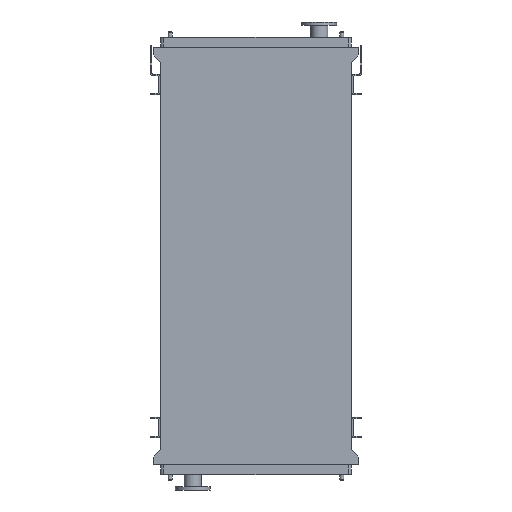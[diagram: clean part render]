
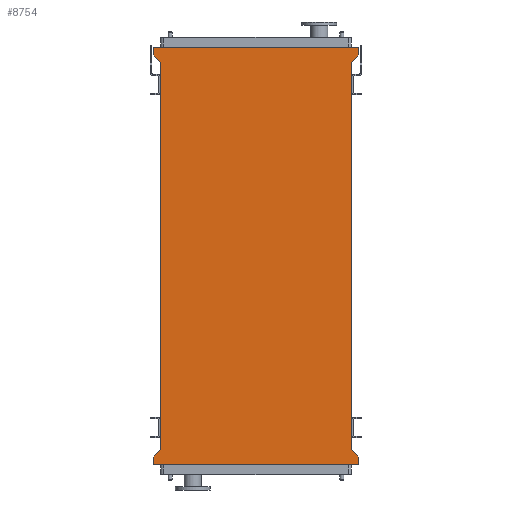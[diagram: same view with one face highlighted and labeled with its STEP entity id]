
A CAD part, front view. The second image highlights one B-rep face of the part: STEP entity #8754.
In plain terms, the highlighted planar face has unit normal (0, -1, 0).
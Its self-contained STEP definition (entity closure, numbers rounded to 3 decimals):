
#40 = VERTEX_POINT ( 'NONE', #15139 ) ;
#193 = VERTEX_POINT ( 'NONE', #12468 ) ;
#496 = LINE ( 'NONE', #10664, #7051 ) ;
#635 = FACE_OUTER_BOUND ( 'NONE', #3559, .T. ) ;
#933 = VECTOR ( 'NONE', #15343, 1000. ) ;
#1158 = VECTOR ( 'NONE', #4137, 1000. ) ;
#1207 = VERTEX_POINT ( 'NONE', #10339 ) ;
#1765 = CARTESIAN_POINT ( 'NONE',  ( -651., 0., -2545. ) ) ;
#1939 = VERTEX_POINT ( 'NONE', #6172 ) ;
#2189 = VECTOR ( 'NONE', #6238, 1000. ) ;
#2465 = CARTESIAN_POINT ( 'NONE',  ( -651., 0., 95. ) ) ;
#2941 = CARTESIAN_POINT ( 'NONE',  ( -605., 0., -2450. ) ) ;
#3191 = VECTOR ( 'NONE', #10191, 1000. ) ;
#3524 = VERTEX_POINT ( 'NONE', #1765 ) ;
#3559 = EDGE_LOOP ( 'NONE', ( #9209, #8485, #8677, #8527, #8567, #8569, #8117, #7908, #7944, #7564, #8044, #7792 ) ) ;
#3592 = LINE ( 'NONE', #10081, #3191 ) ;
#4137 = DIRECTION ( 'NONE',  ( 0., 0., 1. ) ) ;
#4187 = CARTESIAN_POINT ( 'NONE',  ( -605., 0., -2450. ) ) ;
#4227 = DIRECTION ( 'NONE',  ( 0., -1., 0. ) ) ;
#4574 = DIRECTION ( 'NONE',  ( 0., 0., -1. ) ) ;
#4932 = PLANE ( 'NONE',  #8054 ) ;
#5008 = CARTESIAN_POINT ( 'NONE',  ( -605., 0., -2450. ) ) ;
#5425 = VECTOR ( 'NONE', #8853, 1000. ) ;
#5468 = VERTEX_POINT ( 'NONE', #2941 ) ;
#5719 = CARTESIAN_POINT ( 'NONE',  ( 651., 0., 53. ) ) ;
#5812 = VERTEX_POINT ( 'NONE', #7149 ) ;
#5819 = LINE ( 'NONE', #8816, #9285 ) ;
#6172 = CARTESIAN_POINT ( 'NONE',  ( 605., 0., -2450. ) ) ;
#6184 = CARTESIAN_POINT ( 'NONE',  ( -651., 0., 95. ) ) ;
#6238 = DIRECTION ( 'NONE',  ( 1., 0., 0. ) ) ;
#7051 = VECTOR ( 'NONE', #10567, 1000. ) ;
#7149 = CARTESIAN_POINT ( 'NONE',  ( -651., 0., -2503. ) ) ;
#7156 = CARTESIAN_POINT ( 'NONE',  ( -651., 0., 53. ) ) ;
#7429 = LINE ( 'NONE', #10795, #13899 ) ;
#7564 = ORIENTED_EDGE ( 'NONE', *, *, #16362, .F. ) ;
#7792 = ORIENTED_EDGE ( 'NONE', *, *, #16388, .F. ) ;
#7908 = ORIENTED_EDGE ( 'NONE', *, *, #16278, .F. ) ;
#7944 = ORIENTED_EDGE ( 'NONE', *, *, #16299, .F. ) ;
#8044 = ORIENTED_EDGE ( 'NONE', *, *, #16385, .F. ) ;
#8054 = AXIS2_PLACEMENT_3D ( 'NONE', #5008, #4227, #4574 ) ;
#8117 = ORIENTED_EDGE ( 'NONE', *, *, #15813, .F. ) ;
#8394 = DIRECTION ( 'NONE',  ( 0.655, 0., -0.755 ) ) ;
#8485 = ORIENTED_EDGE ( 'NONE', *, *, #16214, .F. ) ;
#8527 = ORIENTED_EDGE ( 'NONE', *, *, #15387, .F. ) ;
#8536 = CARTESIAN_POINT ( 'NONE',  ( 605., 0., -2450. ) ) ;
#8567 = ORIENTED_EDGE ( 'NONE', *, *, #16237, .F. ) ;
#8569 = ORIENTED_EDGE ( 'NONE', *, *, #16275, .F. ) ;
#8677 = ORIENTED_EDGE ( 'NONE', *, *, #16217, .F. ) ;
#8712 = DIRECTION ( 'NONE',  ( -1., 0., 0. ) ) ;
#8754 = ADVANCED_FACE ( 'NONE', ( #635 ), #4932, .T. ) ;
#8808 = CARTESIAN_POINT ( 'NONE',  ( 651., 0., -2503. ) ) ;
#8816 = CARTESIAN_POINT ( 'NONE',  ( 651., 0., -2545. ) ) ;
#8853 = DIRECTION ( 'NONE',  ( 0., 0., -1. ) ) ;
#9209 = ORIENTED_EDGE ( 'NONE', *, *, #16171, .T. ) ;
#9285 = VECTOR ( 'NONE', #8712, 1000. ) ;
#9538 = DIRECTION ( 'NONE',  ( 0., 0., 1. ) ) ;
#9637 = CARTESIAN_POINT ( 'NONE',  ( -651., 0., -2545. ) ) ;
#10067 = VECTOR ( 'NONE', #13571, 1000. ) ;
#10071 = DIRECTION ( 'NONE',  ( 0.655, 0., 0.755 ) ) ;
#10081 = CARTESIAN_POINT ( 'NONE',  ( -605., 0., 0. ) ) ;
#10098 = CARTESIAN_POINT ( 'NONE',  ( -651., 0., -2503. ) ) ;
#10191 = DIRECTION ( 'NONE',  ( -0.655, 0., 0.755 ) ) ;
#10339 = CARTESIAN_POINT ( 'NONE',  ( 605., 0., 0. ) ) ;
#10567 = DIRECTION ( 'NONE',  ( 0., 0., -1. ) ) ;
#10646 = CARTESIAN_POINT ( 'NONE',  ( -651., 0., 53. ) ) ;
#10664 = CARTESIAN_POINT ( 'NONE',  ( 651., 0., 95. ) ) ;
#10741 = DIRECTION ( 'NONE',  ( -0.655, 0., -0.755 ) ) ;
#10795 = CARTESIAN_POINT ( 'NONE',  ( 651., 0., 53. ) ) ;
#10895 = VERTEX_POINT ( 'NONE', #2465 ) ;
#11235 = LINE ( 'NONE', #15112, #933 ) ;
#11306 = VERTEX_POINT ( 'NONE', #12535 ) ;
#11462 = LINE ( 'NONE', #4187, #1158 ) ;
#12285 = LINE ( 'NONE', #8536, #15266 ) ;
#12468 = CARTESIAN_POINT ( 'NONE',  ( 651., 0., -2503. ) ) ;
#12535 = CARTESIAN_POINT ( 'NONE',  ( 651., 0., -2545. ) ) ;
#13067 = VERTEX_POINT ( 'NONE', #7156 ) ;
#13112 = VECTOR ( 'NONE', #10071, 1000. ) ;
#13514 = LINE ( 'NONE', #10646, #10067 ) ;
#13571 = DIRECTION ( 'NONE',  ( 0., 0., 1. ) ) ;
#13756 = VERTEX_POINT ( 'NONE', #5719 ) ;
#13899 = VECTOR ( 'NONE', #10741, 1000. ) ;
#15083 = LINE ( 'NONE', #10098, #13112 ) ;
#15112 = CARTESIAN_POINT ( 'NONE',  ( 605., 0., -2450. ) ) ;
#15139 = CARTESIAN_POINT ( 'NONE',  ( 651., 0., 95. ) ) ;
#15266 = VECTOR ( 'NONE', #8394, 1000. ) ;
#15343 = DIRECTION ( 'NONE',  ( 0., 0., 1. ) ) ;
#15387 = EDGE_CURVE ( 'NONE', #10895, #40, #15477, .T. ) ;
#15434 = CARTESIAN_POINT ( 'NONE',  ( -605., 0., 0. ) ) ;
#15477 = LINE ( 'NONE', #6184, #2189 ) ;
#15649 = LINE ( 'NONE', #8808, #5425 ) ;
#15813 = EDGE_CURVE ( 'NONE', #5468, #16647, #11462, .T. ) ;
#16040 = VECTOR ( 'NONE', #9538, 1000. ) ;
#16171 = EDGE_CURVE ( 'NONE', #1939, #1207, #11235, .T. ) ;
#16214 = EDGE_CURVE ( 'NONE', #13756, #1207, #7429, .T. ) ;
#16217 = EDGE_CURVE ( 'NONE', #40, #13756, #496, .T. ) ;
#16237 = EDGE_CURVE ( 'NONE', #13067, #10895, #13514, .T. ) ;
#16275 = EDGE_CURVE ( 'NONE', #16647, #13067, #3592, .T. ) ;
#16278 = EDGE_CURVE ( 'NONE', #5812, #5468, #15083, .T. ) ;
#16299 = EDGE_CURVE ( 'NONE', #3524, #5812, #16382, .T. ) ;
#16362 = EDGE_CURVE ( 'NONE', #11306, #3524, #5819, .T. ) ;
#16382 = LINE ( 'NONE', #9637, #16040 ) ;
#16385 = EDGE_CURVE ( 'NONE', #193, #11306, #15649, .T. ) ;
#16388 = EDGE_CURVE ( 'NONE', #1939, #193, #12285, .T. ) ;
#16647 = VERTEX_POINT ( 'NONE', #15434 ) ;
